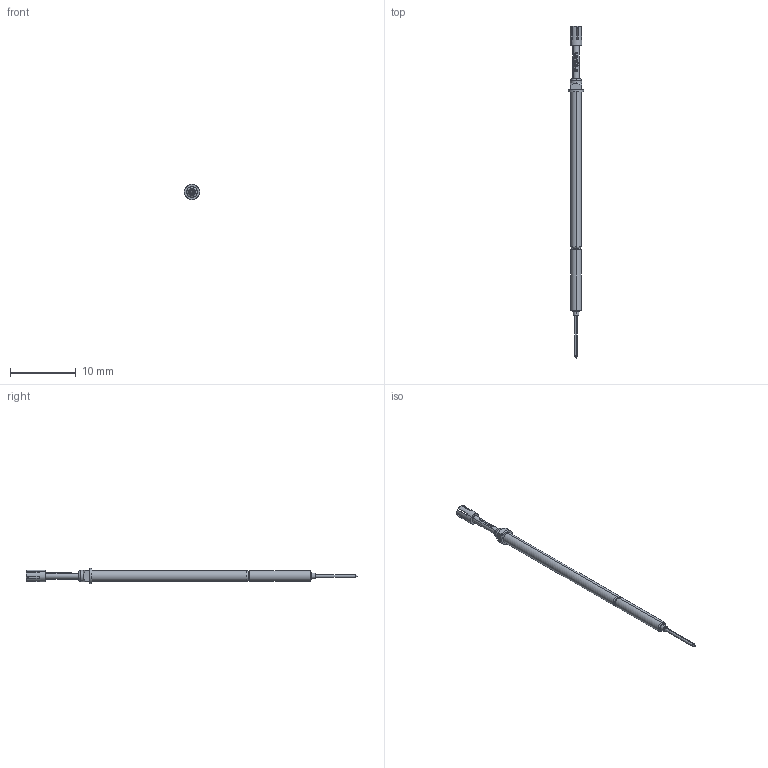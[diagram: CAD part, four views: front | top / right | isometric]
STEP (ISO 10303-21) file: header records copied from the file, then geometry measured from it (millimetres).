
FILE_DESCRIPTION (( 'STEP AP203' ), '1' );
FILE_NAME ('INGUN_SKS-215_319_180_A_xx02_MF.STEP', '2022-02-21T11:08:57', ( 'ochi' ), ( '' ), 'SwSTEP 2.0', 'SolidWorks 2018', '' );
FILE_SCHEMA (( 'CONFIG_CONTROL_DESIGN' ));
Length unit declared in the file: millimetre
Products named in the file (1): INGUN_SKS-215_319_180_A_xx02_MF
Bounding box: 2.3 x 50.5 x 2.3 mm (x, y, z)
Volume: 85.8 mm3; surface area: 248.7 mm2
Topology: 1 solids, 1 shells, 138 faces, 358 edges, 231 vertices
Faces by surface type: plane 66, cone 24, bspline 22, cylinder 22, torus 4
Entity records: 4623 total; most frequent: CARTESIAN_POINT 1374, ORIENTED_EDGE 712, DIRECTION 584, EDGE_CURVE 356, VERTEX_POINT 231, AXIS2_PLACEMENT_3D 229, EDGE_LOOP 149, FACE_OUTER_BOUND 138
